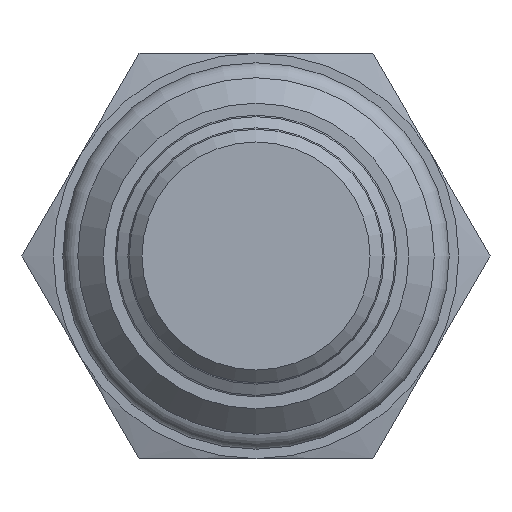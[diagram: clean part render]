
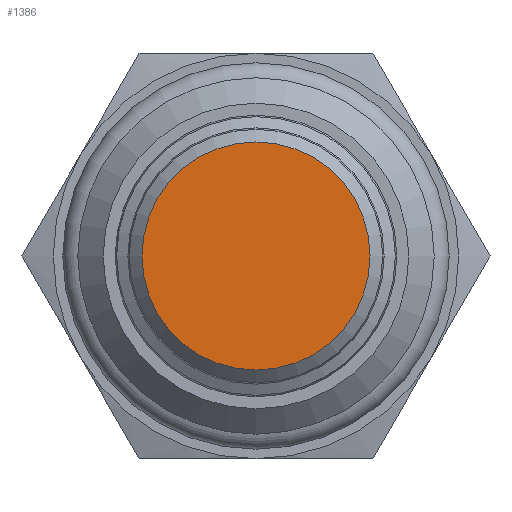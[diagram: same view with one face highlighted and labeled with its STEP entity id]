
A CAD part, front view. The second image highlights one B-rep face of the part: STEP entity #1386.
In plain terms, the highlighted planar face has unit normal (0, -1, 0).
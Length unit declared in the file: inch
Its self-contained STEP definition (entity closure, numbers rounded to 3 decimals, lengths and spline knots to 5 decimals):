
#1366=CARTESIAN_POINT('',(-0.28,-2.189,0.));
#1367=VERTEX_POINT('',#1366);
#1368=CARTESIAN_POINT('',(0.0,-2.189,0.0));
#1369=DIRECTION('',(0.0,1.0,0.0));
#1370=DIRECTION('',(1.0,0.0,0.0));
#1371=AXIS2_PLACEMENT_3D('',#1368,#1369,#1370);
#1372=CIRCLE('',#1371,0.28);
#1373=EDGE_CURVE('',#1367,#1367,#1372,.T.);
#1378=CARTESIAN_POINT('',(0.0,-2.189,0.0));
#1379=DIRECTION('',(0.0,-1.0,0.0));
#1380=DIRECTION('',(0.0,0.0,1.0));
#1381=AXIS2_PLACEMENT_3D('',#1378,#1379,#1380);
#1382=PLANE('',#1381);
#1383=ORIENTED_EDGE('',*,*,#1373,.F.);
#1384=EDGE_LOOP('',(#1383));
#1385=FACE_OUTER_BOUND('',#1384,.T.);
#1386=ADVANCED_FACE('',(#1385),#1382,.T.);
